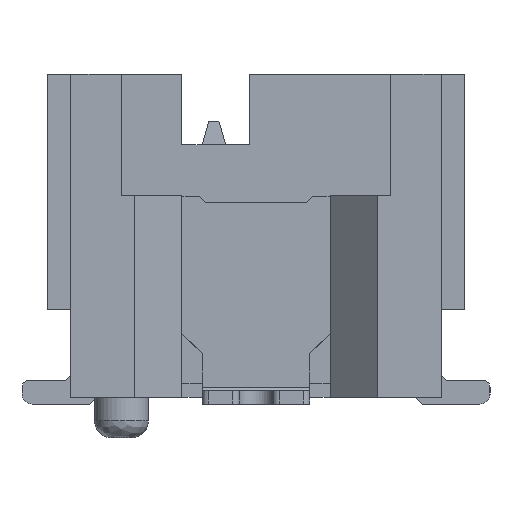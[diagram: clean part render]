
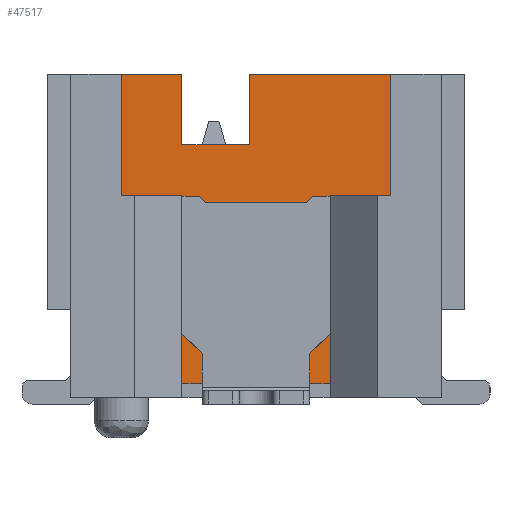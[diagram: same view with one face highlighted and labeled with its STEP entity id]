
A CAD part, left-side view. The second image highlights one B-rep face of the part: STEP entity #47517.
In plain terms, the highlighted planar face has unit normal (-1, 0, 0).
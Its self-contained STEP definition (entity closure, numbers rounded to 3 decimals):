
#54=DIRECTION('',(0.,-1.,0.));
#55=VECTOR('',#54,0.3);
#56=CARTESIAN_POINT('',(-13.875,-0.8,0.));
#57=LINE('',#56,#55);
#1070=DIRECTION('',(0.,-1.,0.));
#1071=VECTOR('',#1070,0.3);
#1072=CARTESIAN_POINT('',(-13.875,1.1,0.));
#1073=LINE('',#1072,#1071);
#6770=DIRECTION('',(0.,-1.,0.));
#6771=VECTOR('',#6770,2.1);
#6772=CARTESIAN_POINT('',(-13.875,0.1,4.6));
#6773=LINE('',#6772,#6771);
#6806=DIRECTION('',(0.,-1.,0.));
#6807=VECTOR('',#6806,0.9);
#6808=CARTESIAN_POINT('',(-13.875,2.,4.6));
#6809=LINE('',#6808,#6807);
#16162=DIRECTION('',(0.,-1.,0.));
#16163=VECTOR('',#16162,0.4);
#16164=CARTESIAN_POINT('',(-13.875,-1.6,2.8));
#16165=LINE('',#16164,#16163);
#16174=DIRECTION('',(0.,-1.,0.));
#16175=VECTOR('',#16174,0.4);
#16176=CARTESIAN_POINT('',(-13.875,2.,2.8));
#16177=LINE('',#16176,#16175);
#16424=DIRECTION('',(0.,1.,0.));
#16425=VECTOR('',#16424,1.);
#16426=CARTESIAN_POINT('',(-13.875,0.1,3.55));
#16427=LINE('',#16426,#16425);
#16428=DIRECTION('',(0.,0.,-1.));
#16429=VECTOR('',#16428,1.05);
#16430=CARTESIAN_POINT('',(-13.875,0.1,4.6));
#16431=LINE('',#16430,#16429);
#16432=DIRECTION('',(0.,-1.,0.));
#16433=VECTOR('',#16432,0.5);
#16434=CARTESIAN_POINT('',(-13.875,-1.1,0.));
#16435=LINE('',#16434,#16433);
#16436=DIRECTION('',(0.,0.,1.));
#16437=VECTOR('',#16436,0.45);
#16438=CARTESIAN_POINT('',(-13.875,-0.8,0.));
#16439=LINE('',#16438,#16437);
#16440=DIRECTION('',(0.,0.707,-0.707));
#16441=VECTOR('',#16440,0.495);
#16442=CARTESIAN_POINT('',(-13.875,-1.15,0.8));
#16443=LINE('',#16442,#16441);
#16444=DIRECTION('',(0.,1.,0.));
#16445=VECTOR('',#16444,0.44);
#16446=CARTESIAN_POINT('',(-13.875,-1.59,0.8));
#16447=LINE('',#16446,#16445);
#16448=DIRECTION('',(0.,0.,-1.));
#16449=VECTOR('',#16448,1.99);
#16450=CARTESIAN_POINT('',(-13.875,-1.59,2.79));
#16451=LINE('',#16450,#16449);
#16452=DIRECTION('',(0.,-1.,0.));
#16453=VECTOR('',#16452,0.75);
#16454=CARTESIAN_POINT('',(-13.875,-0.84,2.79));
#16455=LINE('',#16454,#16453);
#16456=DIRECTION('',(0.,-0.707,0.707));
#16457=VECTOR('',#16456,0.127);
#16458=CARTESIAN_POINT('',(-13.875,-0.75,2.7));
#16459=LINE('',#16458,#16457);
#16460=DIRECTION('',(0.,-1.,0.));
#16461=VECTOR('',#16460,1.5);
#16462=CARTESIAN_POINT('',(-13.875,0.75,2.7));
#16463=LINE('',#16462,#16461);
#16464=DIRECTION('',(0.,-0.707,-0.707));
#16465=VECTOR('',#16464,0.127);
#16466=CARTESIAN_POINT('',(-13.875,0.84,2.79));
#16467=LINE('',#16466,#16465);
#16468=DIRECTION('',(0.,-1.,0.));
#16469=VECTOR('',#16468,0.75);
#16470=CARTESIAN_POINT('',(-13.875,1.59,2.79));
#16471=LINE('',#16470,#16469);
#16472=DIRECTION('',(0.,0.,1.));
#16473=VECTOR('',#16472,1.99);
#16474=CARTESIAN_POINT('',(-13.875,1.59,0.8));
#16475=LINE('',#16474,#16473);
#16476=DIRECTION('',(0.,1.,0.));
#16477=VECTOR('',#16476,0.44);
#16478=CARTESIAN_POINT('',(-13.875,1.15,0.8));
#16479=LINE('',#16478,#16477);
#16480=DIRECTION('',(0.,0.707,0.707));
#16481=VECTOR('',#16480,0.495);
#16482=CARTESIAN_POINT('',(-13.875,0.8,0.45));
#16483=LINE('',#16482,#16481);
#16484=DIRECTION('',(0.,0.,1.));
#16485=VECTOR('',#16484,0.45);
#16486=CARTESIAN_POINT('',(-13.875,0.8,0.));
#16487=LINE('',#16486,#16485);
#16488=DIRECTION('',(0.,-1.,0.));
#16489=VECTOR('',#16488,0.5);
#16490=CARTESIAN_POINT('',(-13.875,1.6,0.));
#16491=LINE('',#16490,#16489);
#16492=DIRECTION('',(0.,0.,-1.));
#16493=VECTOR('',#16492,2.8);
#16494=CARTESIAN_POINT('',(-13.875,1.6,2.8));
#16495=LINE('',#16494,#16493);
#16496=DIRECTION('',(0.,0.,-1.));
#16497=VECTOR('',#16496,1.8);
#16498=CARTESIAN_POINT('',(-13.875,2.,4.6));
#16499=LINE('',#16498,#16497);
#16500=DIRECTION('',(0.,0.,-1.));
#16501=VECTOR('',#16500,1.05);
#16502=CARTESIAN_POINT('',(-13.875,1.1,4.6));
#16503=LINE('',#16502,#16501);
#16512=DIRECTION('',(0.,0.,-1.));
#16513=VECTOR('',#16512,1.8);
#16514=CARTESIAN_POINT('',(-13.875,-2.,4.6));
#16515=LINE('',#16514,#16513);
#16516=DIRECTION('',(0.,0.,-1.));
#16517=VECTOR('',#16516,2.8);
#16518=CARTESIAN_POINT('',(-13.875,-1.6,2.8));
#16519=LINE('',#16518,#16517);
#18067=CARTESIAN_POINT('',(-13.875,2.,2.8));
#18069=VERTEX_POINT('',#18067);
#18070=CARTESIAN_POINT('',(-13.875,-2.,2.8));
#18072=VERTEX_POINT('',#18070);
#18074=CARTESIAN_POINT('',(-13.875,2.,4.6));
#18075=VERTEX_POINT('',#18074);
#18076=CARTESIAN_POINT('',(-13.875,-2.,4.6));
#18077=VERTEX_POINT('',#18076);
#18735=CARTESIAN_POINT('',(-13.875,-1.1,0.));
#18737=VERTEX_POINT('',#18735);
#18739=CARTESIAN_POINT('',(-13.875,1.1,0.));
#18741=VERTEX_POINT('',#18739);
#18787=CARTESIAN_POINT('',(-13.875,0.1,3.55));
#18789=VERTEX_POINT('',#18787);
#18790=CARTESIAN_POINT('',(-13.875,1.1,3.55));
#18792=VERTEX_POINT('',#18790);
#18795=CARTESIAN_POINT('',(-13.875,0.1,4.6));
#18797=VERTEX_POINT('',#18795);
#18798=CARTESIAN_POINT('',(-13.875,1.1,4.6));
#18800=VERTEX_POINT('',#18798);
#18814=CARTESIAN_POINT('',(-13.875,-1.6,2.8));
#18816=VERTEX_POINT('',#18814);
#18828=CARTESIAN_POINT('',(-13.875,1.6,2.8));
#18829=VERTEX_POINT('',#18828);
#19510=CARTESIAN_POINT('',(-13.875,1.6,0.));
#19511=VERTEX_POINT('',#19510);
#19512=CARTESIAN_POINT('',(-13.875,-1.6,0.));
#19513=VERTEX_POINT('',#19512);
#19602=CARTESIAN_POINT('',(-13.875,0.75,2.7));
#19603=VERTEX_POINT('',#19602);
#19604=CARTESIAN_POINT('',(-13.875,-0.75,2.7));
#19605=VERTEX_POINT('',#19604);
#19606=CARTESIAN_POINT('',(-13.875,-1.59,0.8));
#19608=VERTEX_POINT('',#19606);
#19610=CARTESIAN_POINT('',(-13.875,1.59,0.8));
#19612=VERTEX_POINT('',#19610);
#19622=CARTESIAN_POINT('',(-13.875,-1.15,0.8));
#19624=VERTEX_POINT('',#19622);
#19626=CARTESIAN_POINT('',(-13.875,-0.8,0.45));
#19627=VERTEX_POINT('',#19626);
#19628=CARTESIAN_POINT('',(-13.875,0.8,0.45));
#19629=VERTEX_POINT('',#19628);
#19630=CARTESIAN_POINT('',(-13.875,1.15,0.8));
#19632=VERTEX_POINT('',#19630);
#19634=CARTESIAN_POINT('',(-13.875,0.8,0.));
#19635=CARTESIAN_POINT('',(-13.875,-0.8,0.));
#19636=VERTEX_POINT('',#19634);
#19637=VERTEX_POINT('',#19635);
#19638=CARTESIAN_POINT('',(-13.875,0.84,2.79));
#19639=VERTEX_POINT('',#19638);
#19640=CARTESIAN_POINT('',(-13.875,-0.84,2.79));
#19641=VERTEX_POINT('',#19640);
#19642=CARTESIAN_POINT('',(-13.875,-1.59,2.79));
#19643=VERTEX_POINT('',#19642);
#19644=CARTESIAN_POINT('',(-13.875,1.59,2.79));
#19645=VERTEX_POINT('',#19644);
#47463=CARTESIAN_POINT('',(-13.875,2.,4.6));
#47464=DIRECTION('',(-1.,0.,0.));
#47465=DIRECTION('',(0.,-1.,0.));
#47466=AXIS2_PLACEMENT_3D('',#47463,#47464,#47465);
#47467=PLANE('',#47466);
#47469=ORIENTED_EDGE('',*,*,#47468,.F.);
#47471=ORIENTED_EDGE('',*,*,#47470,.F.);
#47472=ORIENTED_EDGE('',*,*,#32885,.T.);
#47474=ORIENTED_EDGE('',*,*,#47473,.T.);
#47475=ORIENTED_EDGE('',*,*,#47097,.F.);
#47477=ORIENTED_EDGE('',*,*,#47476,.T.);
#47479=ORIENTED_EDGE('',*,*,#47478,.F.);
#47480=ORIENTED_EDGE('',*,*,#23755,.F.);
#47481=ORIENTED_EDGE('',*,*,#47261,.T.);
#47483=ORIENTED_EDGE('',*,*,#47482,.F.);
#47485=ORIENTED_EDGE('',*,*,#47484,.F.);
#47487=ORIENTED_EDGE('',*,*,#47486,.F.);
#47489=ORIENTED_EDGE('',*,*,#47488,.F.);
#47491=ORIENTED_EDGE('',*,*,#47490,.F.);
#47493=ORIENTED_EDGE('',*,*,#47492,.F.);
#47495=ORIENTED_EDGE('',*,*,#47494,.F.);
#47497=ORIENTED_EDGE('',*,*,#47496,.F.);
#47499=ORIENTED_EDGE('',*,*,#47498,.F.);
#47501=ORIENTED_EDGE('',*,*,#47500,.F.);
#47503=ORIENTED_EDGE('',*,*,#47502,.F.);
#47504=ORIENTED_EDGE('',*,*,#47427,.F.);
#47505=ORIENTED_EDGE('',*,*,#24271,.F.);
#47507=ORIENTED_EDGE('',*,*,#47506,.F.);
#47509=ORIENTED_EDGE('',*,*,#47508,.F.);
#47510=ORIENTED_EDGE('',*,*,#47111,.F.);
#47511=ORIENTED_EDGE('',*,*,#47078,.F.);
#47512=ORIENTED_EDGE('',*,*,#32909,.T.);
#47514=ORIENTED_EDGE('',*,*,#47513,.T.);
#47515=EDGE_LOOP('',(#47469,#47471,#47472,#47474,#47475,#47477,#47479,#47480,
#47481,#47483,#47485,#47487,#47489,#47491,#47493,#47495,#47497,#47499,#47501,
#47503,#47504,#47505,#47507,#47509,#47510,#47511,#47512,#47514));
#47516=FACE_OUTER_BOUND('',#47515,.F.);
#23755=EDGE_CURVE('',#19637,#18737,#57,.T.);
#24271=EDGE_CURVE('',#18741,#19636,#1073,.T.);
#32885=EDGE_CURVE('',#18797,#18077,#6773,.T.);
#32909=EDGE_CURVE('',#18075,#18800,#6809,.T.);
#47078=EDGE_CURVE('',#18075,#18069,#16499,.T.);
#47097=EDGE_CURVE('',#18816,#18072,#16165,.T.);
#47111=EDGE_CURVE('',#18069,#18829,#16177,.T.);
#47261=EDGE_CURVE('',#19637,#19627,#16439,.T.);
#47427=EDGE_CURVE('',#19636,#19629,#16487,.T.);
#47468=EDGE_CURVE('',#18789,#18792,#16427,.T.);
#47470=EDGE_CURVE('',#18797,#18789,#16431,.T.);
#47473=EDGE_CURVE('',#18077,#18072,#16515,.T.);
#47476=EDGE_CURVE('',#18816,#19513,#16519,.T.);
#47478=EDGE_CURVE('',#18737,#19513,#16435,.T.);
#47482=EDGE_CURVE('',#19624,#19627,#16443,.T.);
#47484=EDGE_CURVE('',#19608,#19624,#16447,.T.);
#47486=EDGE_CURVE('',#19643,#19608,#16451,.T.);
#47488=EDGE_CURVE('',#19641,#19643,#16455,.T.);
#47490=EDGE_CURVE('',#19605,#19641,#16459,.T.);
#47492=EDGE_CURVE('',#19603,#19605,#16463,.T.);
#47494=EDGE_CURVE('',#19639,#19603,#16467,.T.);
#47496=EDGE_CURVE('',#19645,#19639,#16471,.T.);
#47498=EDGE_CURVE('',#19612,#19645,#16475,.T.);
#47500=EDGE_CURVE('',#19632,#19612,#16479,.T.);
#47502=EDGE_CURVE('',#19629,#19632,#16483,.T.);
#47506=EDGE_CURVE('',#19511,#18741,#16491,.T.);
#47508=EDGE_CURVE('',#18829,#19511,#16495,.T.);
#47513=EDGE_CURVE('',#18800,#18792,#16503,.T.);
#47517=ADVANCED_FACE('',(#47516),#47467,.T.);
